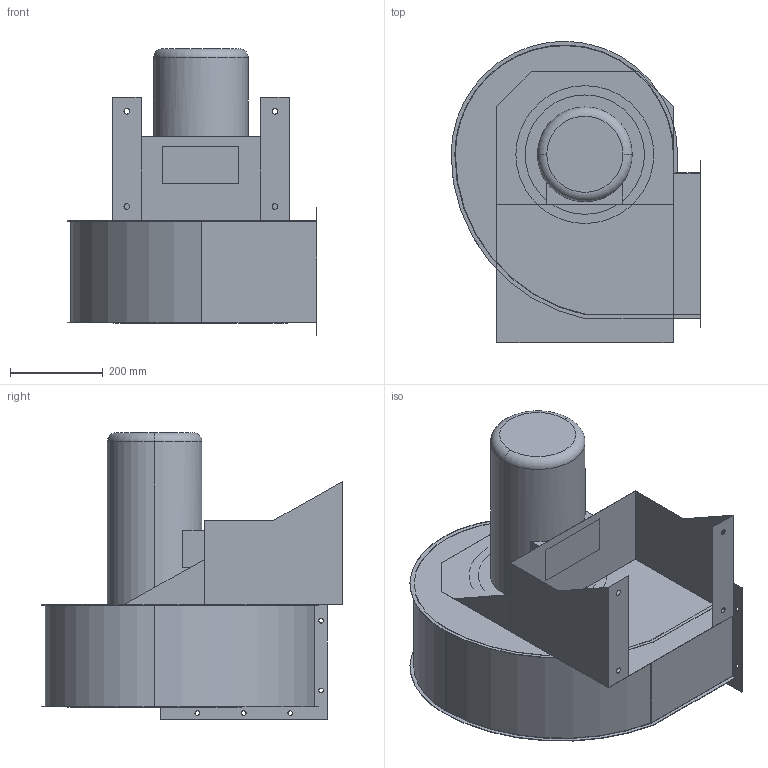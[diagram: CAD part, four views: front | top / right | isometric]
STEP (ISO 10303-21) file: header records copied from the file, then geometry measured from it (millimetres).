
FILE_DESCRIPTION (( 'STEP AP203' ), '1' );
FILE_NAME ('AL_ATX_315.STEP', '2023-01-11T14:35:22', ( '' ), ( '' ), 'SwSTEP 2.0', 'SolidWorks 2022', '' );
FILE_SCHEMA (( 'CONFIG_CONTROL_DESIGN' ));
Length unit declared in the file: millimetre
Products named in the file (1): AL_ATX_315
Bounding box: 538 x 648.92 x 617.7 mm (x, y, z)
Volume: 16492048.4 mm3; surface area: 3225308.2 mm2
Topology: 4 solids, 4 shells, 139 faces, 398 edges, 256 vertices
Faces by surface type: cylinder 70, plane 63, torus 6
Entity records: 5685 total; most frequent: CARTESIAN_POINT 1864, ORIENTED_EDGE 792, DIRECTION 766, EDGE_CURVE 396, AXIS2_PLACEMENT_3D 274, VERTEX_POINT 254, LINE 218, VECTOR 218
